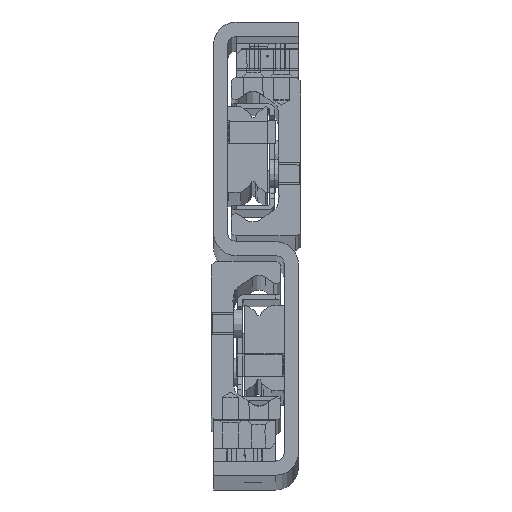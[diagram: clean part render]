
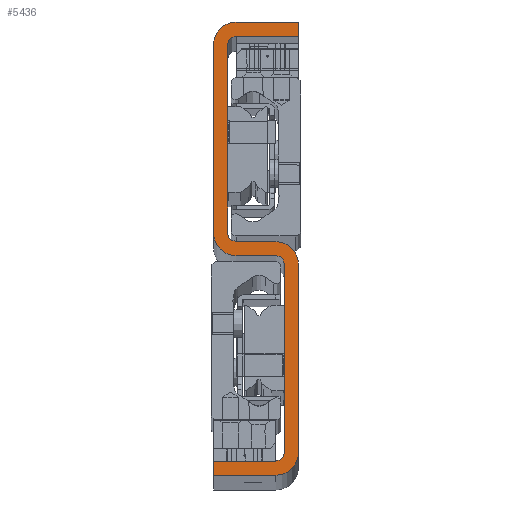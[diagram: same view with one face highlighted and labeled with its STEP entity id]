
A CAD part, top view. The second image highlights one B-rep face of the part: STEP entity #5436.
In plain terms, the highlighted planar face has unit normal (0, 0, 1).
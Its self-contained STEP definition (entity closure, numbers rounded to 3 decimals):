
#4414=CARTESIAN_POINT('',(15.0,80.0,1490.0));
#4415=VERTEX_POINT('',#4414);
#4416=CARTESIAN_POINT('',(15.0,77.5,1490.0));
#4417=VERTEX_POINT('',#4416);
#4418=CARTESIAN_POINT('',(15.0,80.0,1490.0));
#4419=DIRECTION('',(0.0,-1.0,0.0));
#4420=VECTOR('',#4419,2.5);
#4421=LINE('',#4418,#4420);
#4422=EDGE_CURVE('',#4415,#4417,#4421,.T.);
#4454=CARTESIAN_POINT('',(4.,77.5,1490.0));
#4455=VERTEX_POINT('',#4454);
#4456=CARTESIAN_POINT('',(15.0,77.5,1490.0));
#4457=DIRECTION('',(-1.0,0.0,0.0));
#4458=VECTOR('',#4457,11.);
#4459=LINE('',#4456,#4458);
#4460=EDGE_CURVE('',#4417,#4455,#4459,.T.);
#4512=CARTESIAN_POINT('',(2.5,76.0,1490.0));
#4513=VERTEX_POINT('',#4512);
#4514=CARTESIAN_POINT('',(4.,76.0,1490.0));
#4515=DIRECTION('',(0.0,0.0,1.0));
#4516=DIRECTION('',(0.0,-1.0,0.0));
#4517=AXIS2_PLACEMENT_3D('',#4514,#4515,#4516);
#4518=CIRCLE('',#4517,1.5);
#4519=EDGE_CURVE('',#4455,#4513,#4518,.T.);
#4545=CARTESIAN_POINT('',(2.5,42.75,1490.0));
#4546=VERTEX_POINT('',#4545);
#4547=CARTESIAN_POINT('',(2.5,76.0,1490.0));
#4548=DIRECTION('',(0.0,-1.0,0.0));
#4549=VECTOR('',#4548,33.25);
#4550=LINE('',#4547,#4549);
#4551=EDGE_CURVE('',#4513,#4546,#4550,.T.);
#4633=CARTESIAN_POINT('',(4.,41.25,1490.0));
#4634=VERTEX_POINT('',#4633);
#4635=CARTESIAN_POINT('',(4.,42.75,1490.0));
#4636=DIRECTION('',(0.0,0.0,1.0));
#4637=DIRECTION('',(1.0,0.0,0.0));
#4638=AXIS2_PLACEMENT_3D('',#4635,#4636,#4637);
#4639=CIRCLE('',#4638,1.5);
#4640=EDGE_CURVE('',#4546,#4634,#4639,.T.);
#4666=CARTESIAN_POINT('',(11.,41.25,1490.0));
#4667=VERTEX_POINT('',#4666);
#4668=CARTESIAN_POINT('',(4.,41.25,1490.0));
#4669=DIRECTION('',(1.0,0.0,0.0));
#4670=VECTOR('',#4669,7.);
#4671=LINE('',#4668,#4670);
#4672=EDGE_CURVE('',#4634,#4667,#4671,.T.);
#4697=CARTESIAN_POINT('',(15.,37.25,1490.0));
#4698=VERTEX_POINT('',#4697);
#4699=CARTESIAN_POINT('',(11.,37.25,1490.0));
#4700=DIRECTION('',(0.0,0.0,-1.0));
#4701=DIRECTION('',(1.0,0.0,0.0));
#4702=AXIS2_PLACEMENT_3D('',#4699,#4700,#4701);
#4703=CIRCLE('',#4702,4.0);
#4704=EDGE_CURVE('',#4667,#4698,#4703,.T.);
#4730=CARTESIAN_POINT('',(15.,4.,1490.0));
#4731=VERTEX_POINT('',#4730);
#4732=CARTESIAN_POINT('',(15.,37.25,1490.0));
#4733=DIRECTION('',(0.0,-1.0,0.0));
#4734=VECTOR('',#4733,33.25);
#4735=LINE('',#4732,#4734);
#4736=EDGE_CURVE('',#4698,#4731,#4735,.T.);
#4818=CARTESIAN_POINT('',(11.0,0.,1490.0));
#4819=VERTEX_POINT('',#4818);
#4820=CARTESIAN_POINT('',(11.,4.,1490.0));
#4821=DIRECTION('',(0.0,0.0,-1.0));
#4822=DIRECTION('',(0.,-1.,0.0));
#4823=AXIS2_PLACEMENT_3D('',#4820,#4821,#4822);
#4824=CIRCLE('',#4823,4.);
#4825=EDGE_CURVE('',#4731,#4819,#4824,.T.);
#4851=CARTESIAN_POINT('',(0.0,0.0,1490.0));
#4852=VERTEX_POINT('',#4851);
#4853=CARTESIAN_POINT('',(11.0,0.,1490.0));
#4854=DIRECTION('',(-1.0,0.0,0.0));
#4855=VECTOR('',#4854,11.0);
#4856=LINE('',#4853,#4855);
#4857=EDGE_CURVE('',#4819,#4852,#4856,.T.);
#4909=CARTESIAN_POINT('',(0.0,2.5,1490.0));
#4910=VERTEX_POINT('',#4909);
#4911=CARTESIAN_POINT('',(0.0,0.0,1490.0));
#4912=DIRECTION('',(0.0,1.0,0.0));
#4913=VECTOR('',#4912,2.5);
#4914=LINE('',#4911,#4913);
#4915=EDGE_CURVE('',#4852,#4910,#4914,.T.);
#4940=CARTESIAN_POINT('',(11.,2.5,1490.0));
#4941=VERTEX_POINT('',#4940);
#4942=CARTESIAN_POINT('',(0.0,2.5,1490.0));
#4943=DIRECTION('',(1.0,0.0,0.0));
#4944=VECTOR('',#4943,11.);
#4945=LINE('',#4942,#4944);
#4946=EDGE_CURVE('',#4910,#4941,#4945,.T.);
#4998=CARTESIAN_POINT('',(12.5,4.0,1490.0));
#4999=VERTEX_POINT('',#4998);
#5000=CARTESIAN_POINT('',(11.,4.0,1490.0));
#5001=DIRECTION('',(0.0,0.0,1.0));
#5002=DIRECTION('',(0.0,1.0,0.0));
#5003=AXIS2_PLACEMENT_3D('',#5000,#5001,#5002);
#5004=CIRCLE('',#5003,1.5);
#5005=EDGE_CURVE('',#4941,#4999,#5004,.T.);
#5031=CARTESIAN_POINT('',(12.5,37.25,1490.0));
#5032=VERTEX_POINT('',#5031);
#5033=CARTESIAN_POINT('',(12.5,4.0,1490.0));
#5034=DIRECTION('',(0.0,1.0,0.0));
#5035=VECTOR('',#5034,33.25);
#5036=LINE('',#5033,#5035);
#5037=EDGE_CURVE('',#4999,#5032,#5036,.T.);
#5119=CARTESIAN_POINT('',(11.,38.75,1490.0));
#5120=VERTEX_POINT('',#5119);
#5121=CARTESIAN_POINT('',(11.,37.25,1490.0));
#5122=DIRECTION('',(0.0,0.0,1.0));
#5123=DIRECTION('',(-1.0,0.0,0.0));
#5124=AXIS2_PLACEMENT_3D('',#5121,#5122,#5123);
#5125=CIRCLE('',#5124,1.5);
#5126=EDGE_CURVE('',#5032,#5120,#5125,.T.);
#5152=CARTESIAN_POINT('',(4.,38.75,1490.0));
#5153=VERTEX_POINT('',#5152);
#5154=CARTESIAN_POINT('',(11.,38.75,1490.0));
#5155=DIRECTION('',(-1.0,0.0,0.0));
#5156=VECTOR('',#5155,7.);
#5157=LINE('',#5154,#5156);
#5158=EDGE_CURVE('',#5120,#5153,#5157,.T.);
#5183=CARTESIAN_POINT('',(0.0,42.75,1490.0));
#5184=VERTEX_POINT('',#5183);
#5185=CARTESIAN_POINT('',(4.,42.75,1490.0));
#5186=DIRECTION('',(0.0,0.0,-1.0));
#5187=DIRECTION('',(-1.0,0.0,0.0));
#5188=AXIS2_PLACEMENT_3D('',#5185,#5186,#5187);
#5189=CIRCLE('',#5188,4.);
#5190=EDGE_CURVE('',#5153,#5184,#5189,.T.);
#5216=CARTESIAN_POINT('',(0.0,76.0,1490.0));
#5217=VERTEX_POINT('',#5216);
#5218=CARTESIAN_POINT('',(0.0,42.75,1490.0));
#5219=DIRECTION('',(0.0,1.0,0.0));
#5220=VECTOR('',#5219,33.25);
#5221=LINE('',#5218,#5220);
#5222=EDGE_CURVE('',#5184,#5217,#5221,.T.);
#5304=CARTESIAN_POINT('',(4.,80.0,1490.0));
#5305=VERTEX_POINT('',#5304);
#5306=CARTESIAN_POINT('',(4.,76.0,1490.0));
#5307=DIRECTION('',(0.0,0.0,-1.0));
#5308=DIRECTION('',(0.0,1.0,0.0));
#5309=AXIS2_PLACEMENT_3D('',#5306,#5307,#5308);
#5310=CIRCLE('',#5309,4.0);
#5311=EDGE_CURVE('',#5217,#5305,#5310,.T.);
#5337=CARTESIAN_POINT('',(4.,80.0,1490.0));
#5338=DIRECTION('',(1.0,0.0,0.0));
#5339=VECTOR('',#5338,11.);
#5340=LINE('',#5337,#5339);
#5341=EDGE_CURVE('',#5305,#4415,#5340,.T.);
#5409=CARTESIAN_POINT('',(7.5,40.,1490.0));
#5410=DIRECTION('',(0.0,0.0,1.0));
#5411=DIRECTION('',(1.0,0.0,0.0));
#5412=AXIS2_PLACEMENT_3D('',#5409,#5410,#5411);
#5413=PLANE('',#5412);
#5414=ORIENTED_EDGE('',*,*,#4422,.F.);
#5415=ORIENTED_EDGE('',*,*,#5341,.F.);
#5416=ORIENTED_EDGE('',*,*,#5311,.F.);
#5417=ORIENTED_EDGE('',*,*,#5222,.F.);
#5418=ORIENTED_EDGE('',*,*,#5190,.F.);
#5419=ORIENTED_EDGE('',*,*,#5158,.F.);
#5420=ORIENTED_EDGE('',*,*,#5126,.F.);
#5421=ORIENTED_EDGE('',*,*,#5037,.F.);
#5422=ORIENTED_EDGE('',*,*,#5005,.F.);
#5423=ORIENTED_EDGE('',*,*,#4946,.F.);
#5424=ORIENTED_EDGE('',*,*,#4915,.F.);
#5425=ORIENTED_EDGE('',*,*,#4857,.F.);
#5426=ORIENTED_EDGE('',*,*,#4825,.F.);
#5427=ORIENTED_EDGE('',*,*,#4736,.F.);
#5428=ORIENTED_EDGE('',*,*,#4704,.F.);
#5429=ORIENTED_EDGE('',*,*,#4672,.F.);
#5430=ORIENTED_EDGE('',*,*,#4640,.F.);
#5431=ORIENTED_EDGE('',*,*,#4551,.F.);
#5432=ORIENTED_EDGE('',*,*,#4519,.F.);
#5433=ORIENTED_EDGE('',*,*,#4460,.F.);
#5434=EDGE_LOOP('',(#5414,#5415,#5416,#5417,#5418,#5419,#5420,#5421,#5422,#5423,#5424,#5425,#5426,#5427,#5428,#5429,#5430,#5431,#5432,#5433));
#5435=FACE_OUTER_BOUND('',#5434,.T.);
#5436=ADVANCED_FACE('',(#5435),#5413,.T.);
